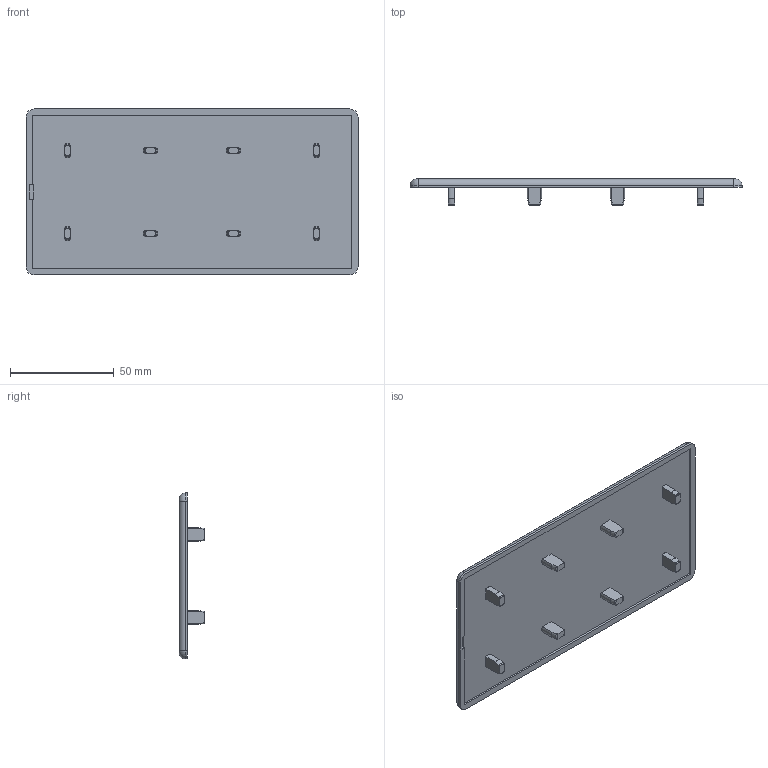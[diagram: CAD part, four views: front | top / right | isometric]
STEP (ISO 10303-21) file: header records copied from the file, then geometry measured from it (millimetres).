
FILE_DESCRIPTION(/* description */ ('STEP AP214'),/* implementation_level */ '2;1');
FILE_NAME(/* name */ '091118(high)',/* time_stamp */ '2025-09-24T13:22:29+02:00',/* author */ ('License CC BY-ND 4.0'),/* organization */ ('CADENAS'),/* preprocessor_version */ 'ST-DEVELOPER v19.3',/* originating_system */ 'PARTsolutions',/* authorisation */ ' ');
FILE_SCHEMA (('AUTOMOTIVE_DESIGN {1 0 10303 214 3 1 1}'));
Length unit declared in the file: millimetre
Products named in the file (1): 091118(high)
Bounding box: 160 x 12.5 x 80 mm (x, y, z)
Volume: 40276 mm3; surface area: 28668.4 mm2
Topology: 1 solids, 1 shells, 101 faces, 262 edges, 172 vertices
Faces by surface type: plane 41, cylinder 24, torus 20, cone 16
Entity records: 3190 total; most frequent: CARTESIAN_POINT 728, ORIENTED_EDGE 524, DIRECTION 486, EDGE_CURVE 262, AXIS2_PLACEMENT_3D 186, VERTEX_POINT 172, LINE 114, VECTOR 114
